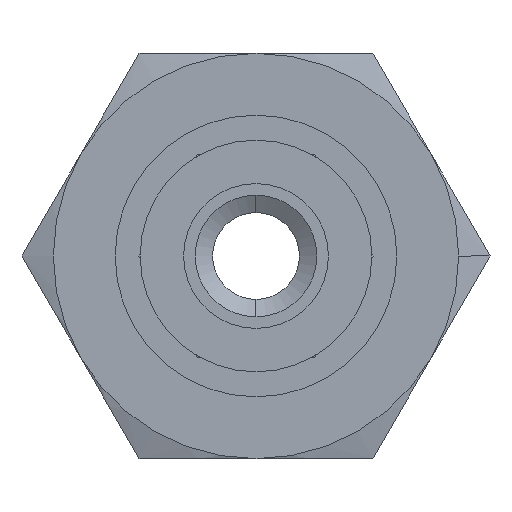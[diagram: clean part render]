
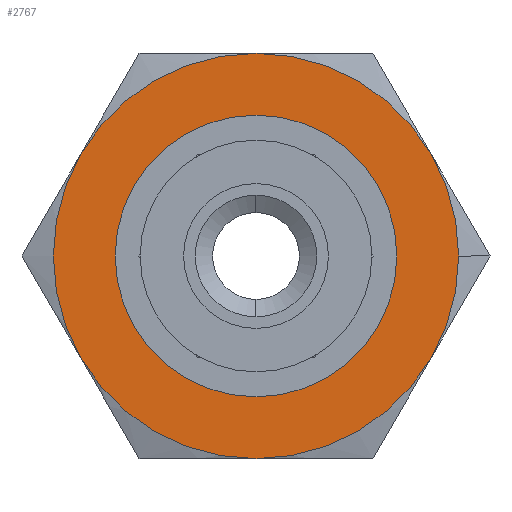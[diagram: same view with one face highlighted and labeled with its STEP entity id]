
A CAD part, front view. The second image highlights one B-rep face of the part: STEP entity #2767.
In plain terms, the highlighted planar face has unit normal (0, -1, 0).
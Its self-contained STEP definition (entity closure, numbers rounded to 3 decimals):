
#26 = EDGE_LOOP ( 'NONE', ( #3456, #3186 ) ) ;
#91 = DIRECTION ( 'NONE',  ( -1., 0., 0. ) ) ;
#100 = DIRECTION ( 'NONE',  ( -1., 0., 0. ) ) ;
#151 = CIRCLE ( 'NONE', #3646, 7. ) ;
#241 = CARTESIAN_POINT ( 'NONE',  ( 4.041, 36.5, -7. ) ) ;
#272 = AXIS2_PLACEMENT_3D ( 'NONE', #241, #865, #2171 ) ;
#285 = CARTESIAN_POINT ( 'NONE',  ( 0., 36.5, 0. ) ) ;
#396 = VERTEX_POINT ( 'NONE', #3854 ) ;
#471 = CIRCLE ( 'NONE', #663, 7. ) ;
#530 = CARTESIAN_POINT ( 'NONE',  ( 0., 36.5, 0. ) ) ;
#594 = AXIS2_PLACEMENT_3D ( 'NONE', #2889, #895, #1862 ) ;
#630 = VERTEX_POINT ( 'NONE', #3359 ) ;
#645 = ORIENTED_EDGE ( 'NONE', *, *, #3801, .F. ) ;
#663 = AXIS2_PLACEMENT_3D ( 'NONE', #675, #1235, #1297 ) ;
#675 = CARTESIAN_POINT ( 'NONE',  ( 0., 36.5, 0. ) ) ;
#715 = EDGE_CURVE ( 'NONE', #630, #724, #3343, .T. ) ;
#724 = VERTEX_POINT ( 'NONE', #3138 ) ;
#755 = DIRECTION ( 'NONE',  ( 0., 1., 0. ) ) ;
#761 = AXIS2_PLACEMENT_3D ( 'NONE', #1121, #2788, #793 ) ;
#766 = CIRCLE ( 'NONE', #3719, 7. ) ;
#767 = CARTESIAN_POINT ( 'NONE',  ( 0., 36.5, 0. ) ) ;
#773 = DIRECTION ( 'NONE',  ( 0., 1., 0. ) ) ;
#793 = DIRECTION ( 'NONE',  ( -1., 0., 0. ) ) ;
#805 = ORIENTED_EDGE ( 'NONE', *, *, #1037, .F. ) ;
#865 = DIRECTION ( 'NONE',  ( 0., 1., 0. ) ) ;
#895 = DIRECTION ( 'NONE',  ( 0., -1., 0. ) ) ;
#988 = VERTEX_POINT ( 'NONE', #2558 ) ;
#1037 = EDGE_CURVE ( 'NONE', #396, #4029, #471, .T. ) ;
#1121 = CARTESIAN_POINT ( 'NONE',  ( 0., 36.5, 0. ) ) ;
#1228 = AXIS2_PLACEMENT_3D ( 'NONE', #3554, #3875, #1255 ) ;
#1235 = DIRECTION ( 'NONE',  ( 0., 1., 0. ) ) ;
#1255 = DIRECTION ( 'NONE',  ( -1., 0., 0. ) ) ;
#1297 = DIRECTION ( 'NONE',  ( -1., 0., 0. ) ) ;
#1361 = CARTESIAN_POINT ( 'NONE',  ( 0., 36.5, 0. ) ) ;
#1425 = CIRCLE ( 'NONE', #3078, 7. ) ;
#1512 = EDGE_CURVE ( 'NONE', #2879, #2833, #1425, .T. ) ;
#1528 = CARTESIAN_POINT ( 'NONE',  ( 0., 36.5, 7. ) ) ;
#1560 = CARTESIAN_POINT ( 'NONE',  ( 6.062, 36.5, 3.5 ) ) ;
#1565 = EDGE_LOOP ( 'NONE', ( #805, #1971, #645, #1624, #4139, #3066, #2452 ) ) ;
#1588 = DIRECTION ( 'NONE',  ( 0., -1., 0. ) ) ;
#1624 = ORIENTED_EDGE ( 'NONE', *, *, #2822, .F. ) ;
#1646 = CIRCLE ( 'NONE', #4059, 4.865 ) ;
#1862 = DIRECTION ( 'NONE',  ( 0., 0., -1. ) ) ;
#1971 = ORIENTED_EDGE ( 'NONE', *, *, #3696, .F. ) ;
#2092 = DIRECTION ( 'NONE',  ( -1., 0., 0. ) ) ;
#2171 = DIRECTION ( 'NONE',  ( 1., 0., 0. ) ) ;
#2230 = CARTESIAN_POINT ( 'NONE',  ( -6.062, 36.5, -3.5 ) ) ;
#2452 = ORIENTED_EDGE ( 'NONE', *, *, #4125, .T. ) ;
#2464 = CIRCLE ( 'NONE', #1228, 7. ) ;
#2468 = CIRCLE ( 'NONE', #761, 7. ) ;
#2555 = CARTESIAN_POINT ( 'NONE',  ( 7., 36.5, 0. ) ) ;
#2558 = CARTESIAN_POINT ( 'NONE',  ( 0., 36.5, -7. ) ) ;
#2666 = DIRECTION ( 'NONE',  ( 0., -1., 0. ) ) ;
#2691 = VERTEX_POINT ( 'NONE', #4176 ) ;
#2767 = ADVANCED_FACE ( 'NONE', ( #4141, #3816 ), #3176, .F. ) ;
#2788 = DIRECTION ( 'NONE',  ( 0., 1., 0. ) ) ;
#2822 = EDGE_CURVE ( 'NONE', #2691, #988, #2464, .T. ) ;
#2833 = VERTEX_POINT ( 'NONE', #2555 ) ;
#2879 = VERTEX_POINT ( 'NONE', #1560 ) ;
#2889 = CARTESIAN_POINT ( 'NONE',  ( 0., 36.5, 0. ) ) ;
#2898 = DIRECTION ( 'NONE',  ( 1., 0., 0. ) ) ;
#3066 = ORIENTED_EDGE ( 'NONE', *, *, #1512, .F. ) ;
#3078 = AXIS2_PLACEMENT_3D ( 'NONE', #530, #773, #2092 ) ;
#3138 = CARTESIAN_POINT ( 'NONE',  ( 0., 36.5, 4.865 ) ) ;
#3170 = VERTEX_POINT ( 'NONE', #2230 ) ;
#3176 = PLANE ( 'NONE',  #272 ) ;
#3186 = ORIENTED_EDGE ( 'NONE', *, *, #3883, .F. ) ;
#3343 = CIRCLE ( 'NONE', #594, 4.865 ) ;
#3359 = CARTESIAN_POINT ( 'NONE',  ( 0., 36.5, -4.865 ) ) ;
#3402 = EDGE_CURVE ( 'NONE', #2833, #2691, #2468, .T. ) ;
#3456 = ORIENTED_EDGE ( 'NONE', *, *, #715, .F. ) ;
#3554 = CARTESIAN_POINT ( 'NONE',  ( 0., 36.5, 0. ) ) ;
#3641 = CIRCLE ( 'NONE', #3846, 7. ) ;
#3646 = AXIS2_PLACEMENT_3D ( 'NONE', #285, #1588, #2898 ) ;
#3681 = DIRECTION ( 'NONE',  ( 0., 1., 0. ) ) ;
#3695 = CARTESIAN_POINT ( 'NONE',  ( 0., 36.5, 0. ) ) ;
#3696 = EDGE_CURVE ( 'NONE', #3170, #396, #3641, .T. ) ;
#3719 = AXIS2_PLACEMENT_3D ( 'NONE', #767, #3681, #100 ) ;
#3801 = EDGE_CURVE ( 'NONE', #988, #3170, #766, .T. ) ;
#3816 = FACE_BOUND ( 'NONE', #26, .T. ) ;
#3846 = AXIS2_PLACEMENT_3D ( 'NONE', #3695, #755, #91 ) ;
#3854 = CARTESIAN_POINT ( 'NONE',  ( -6.062, 36.5, 3.5 ) ) ;
#3875 = DIRECTION ( 'NONE',  ( 0., 1., 0. ) ) ;
#3883 = EDGE_CURVE ( 'NONE', #724, #630, #1646, .T. ) ;
#3989 = DIRECTION ( 'NONE',  ( 0., 0., -1. ) ) ;
#4029 = VERTEX_POINT ( 'NONE', #1528 ) ;
#4059 = AXIS2_PLACEMENT_3D ( 'NONE', #1361, #2666, #3989 ) ;
#4125 = EDGE_CURVE ( 'NONE', #2879, #4029, #151, .T. ) ;
#4139 = ORIENTED_EDGE ( 'NONE', *, *, #3402, .F. ) ;
#4141 = FACE_OUTER_BOUND ( 'NONE', #1565, .T. ) ;
#4176 = CARTESIAN_POINT ( 'NONE',  ( 6.062, 36.5, -3.5 ) ) ;
